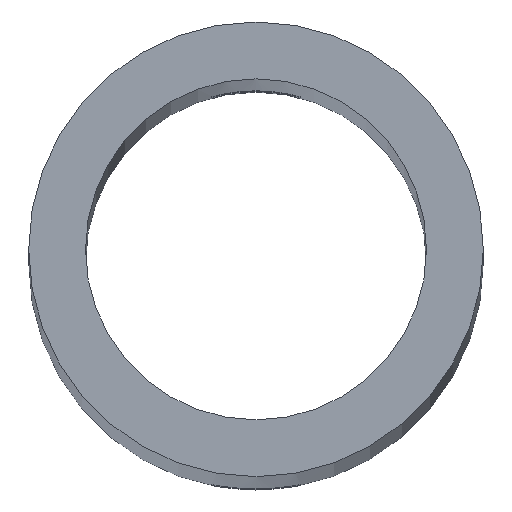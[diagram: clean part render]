
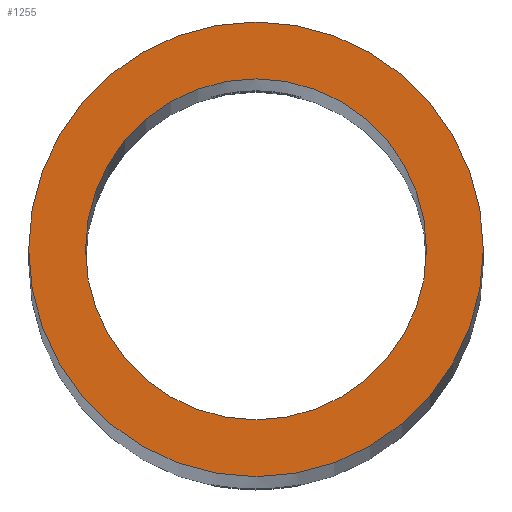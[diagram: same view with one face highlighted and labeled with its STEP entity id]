
A CAD part, top view. The second image highlights one B-rep face of the part: STEP entity #1255.
In plain terms, the highlighted planar face has unit normal (0, 0, 1).
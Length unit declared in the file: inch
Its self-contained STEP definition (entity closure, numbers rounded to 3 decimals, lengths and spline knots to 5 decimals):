
#23 = DIRECTION ( 'NONE',  ( 1., 0., 0. ) ) ;
#26 = EDGE_CURVE ( 'NONE', #471, #483, #556, .T. ) ;
#62 = EDGE_LOOP ( 'NONE', ( #1665, #456 ) ) ;
#151 = DIRECTION ( 'NONE',  ( 1., 0., 0. ) ) ;
#153 = PLANE ( 'NONE',  #1095 ) ;
#247 = DIRECTION ( 'NONE',  ( 1., 0., 0. ) ) ;
#283 = CARTESIAN_POINT ( 'NONE',  ( -8.375, -3.75, 19. ) ) ;
#411 = EDGE_LOOP ( 'NONE', ( #851, #648 ) ) ;
#456 = ORIENTED_EDGE ( 'NONE', *, *, #867, .T. ) ;
#459 = CARTESIAN_POINT ( 'NONE',  ( -8.875, -3.75, 19. ) ) ;
#471 = VERTEX_POINT ( 'NONE', #459 ) ;
#480 = CIRCLE ( 'NONE', #965, 0.5 ) ;
#483 = VERTEX_POINT ( 'NONE', #681 ) ;
#556 = CIRCLE ( 'NONE', #1570, 0.5 ) ;
#648 = ORIENTED_EDGE ( 'NONE', *, *, #1404, .F. ) ;
#681 = CARTESIAN_POINT ( 'NONE',  ( -7.875, -3.75, 19. ) ) ;
#689 = CARTESIAN_POINT ( 'NONE',  ( -8.75, -3.75, 19. ) ) ;
#747 = CIRCLE ( 'NONE', #883, 0.375 ) ;
#770 = CIRCLE ( 'NONE', #861, 0.375 ) ;
#816 = CARTESIAN_POINT ( 'NONE',  ( -8.375, -3.75, 19. ) ) ;
#851 = ORIENTED_EDGE ( 'NONE', *, *, #882, .F. ) ;
#861 = AXIS2_PLACEMENT_3D ( 'NONE', #1198, #1066, #23 ) ;
#863 = DIRECTION ( 'NONE',  ( 1., 0., 0. ) ) ;
#867 = EDGE_CURVE ( 'NONE', #483, #471, #480, .T. ) ;
#882 = EDGE_CURVE ( 'NONE', #1119, #1504, #770, .T. ) ;
#883 = AXIS2_PLACEMENT_3D ( 'NONE', #816, #1307, #1186 ) ;
#939 = FACE_OUTER_BOUND ( 'NONE', #62, .T. ) ;
#965 = AXIS2_PLACEMENT_3D ( 'NONE', #283, #1550, #151 ) ;
#1008 = CARTESIAN_POINT ( 'NONE',  ( -8.375, -3.75, 19. ) ) ;
#1066 = DIRECTION ( 'NONE',  ( 0., 0., 1. ) ) ;
#1079 = CARTESIAN_POINT ( 'NONE',  ( -8.375, -3.75, 19. ) ) ;
#1095 = AXIS2_PLACEMENT_3D ( 'NONE', #1079, #1220, #863 ) ;
#1119 = VERTEX_POINT ( 'NONE', #689 ) ;
#1186 = DIRECTION ( 'NONE',  ( 1., 0., 0. ) ) ;
#1198 = CARTESIAN_POINT ( 'NONE',  ( -8.375, -3.75, 19. ) ) ;
#1210 = FACE_BOUND ( 'NONE', #411, .T. ) ;
#1220 = DIRECTION ( 'NONE',  ( 0., 0., 1. ) ) ;
#1255 = ADVANCED_FACE ( 'NONE', ( #939, #1210 ), #153, .T. ) ;
#1307 = DIRECTION ( 'NONE',  ( 0., 0., 1. ) ) ;
#1404 = EDGE_CURVE ( 'NONE', #1504, #1119, #747, .T. ) ;
#1410 = CARTESIAN_POINT ( 'NONE',  ( -8., -3.75, 19. ) ) ;
#1504 = VERTEX_POINT ( 'NONE', #1410 ) ;
#1520 = DIRECTION ( 'NONE',  ( 0., 0., 1. ) ) ;
#1550 = DIRECTION ( 'NONE',  ( 0., 0., 1. ) ) ;
#1570 = AXIS2_PLACEMENT_3D ( 'NONE', #1008, #1520, #247 ) ;
#1665 = ORIENTED_EDGE ( 'NONE', *, *, #26, .T. ) ;
